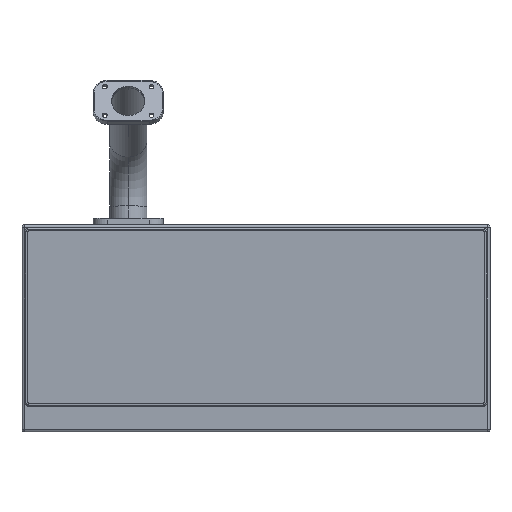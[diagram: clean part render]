
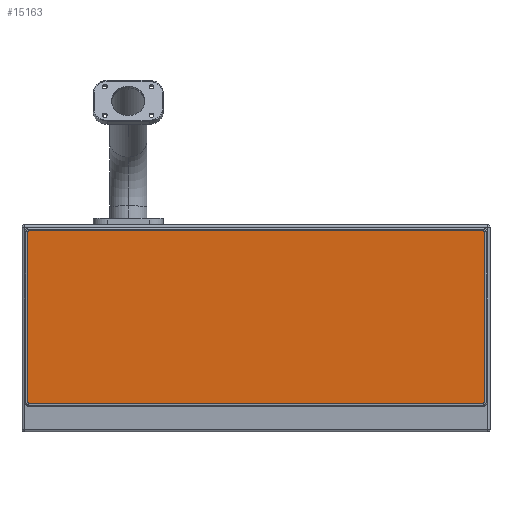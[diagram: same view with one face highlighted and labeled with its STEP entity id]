
A CAD part, top view. The second image highlights one B-rep face of the part: STEP entity #15163.
In plain terms, the highlighted planar face has unit normal (0, -0.052, 0.999).
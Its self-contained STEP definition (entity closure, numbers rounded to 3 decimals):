
#2695=DIRECTION('',(0.,0.999,0.052));
#2696=VECTOR('',#2695,179.73);
#2697=CARTESIAN_POINT('',(245.136,-86.197,-1.513));
#2698=LINE('',#2697,#2696);
#2707=DIRECTION('',(1.,0.,0.));
#2708=VECTOR('',#2707,484.53);
#2709=CARTESIAN_POINT('',(-242.265,-89.063,-1.663));
#2710=LINE('',#2709,#2708);
#2719=DIRECTION('',(0.,-0.999,-0.052));
#2720=VECTOR('',#2719,179.73);
#2721=CARTESIAN_POINT('',(-245.135,93.287,7.893));
#2722=LINE('',#2721,#2720);
#2731=DIRECTION('',(-1.,0.,0.));
#2732=VECTOR('',#2731,484.53);
#2733=CARTESIAN_POINT('',(242.266,96.153,8.043));
#2734=LINE('',#2733,#2732);
#2735=CARTESIAN_POINT('',(-242.265,93.287,7.893));
#2736=DIRECTION('',(0.,0.052,-0.999));
#2737=DIRECTION('',(-1.,0.,0.));
#2738=AXIS2_PLACEMENT_3D('',#2735,#2736,#2737);
#2740=CARTESIAN_POINT('',(242.266,93.287,7.893));
#2741=DIRECTION('',(0.,0.052,-0.999));
#2742=DIRECTION('',(0.,0.999,0.052));
#2743=AXIS2_PLACEMENT_3D('',#2740,#2741,#2742);
#2745=CARTESIAN_POINT('',(242.266,-86.197,-1.513));
#2746=DIRECTION('',(0.,0.052,-0.999));
#2747=DIRECTION('',(1.,0.,0.));
#2748=AXIS2_PLACEMENT_3D('',#2745,#2746,#2747);
#2750=CARTESIAN_POINT('',(-242.265,-86.197,-1.513));
#2751=DIRECTION('',(0.,0.052,-0.999));
#2752=DIRECTION('',(0.,-0.999,-0.052));
#2753=AXIS2_PLACEMENT_3D('',#2750,#2751,#2752);
#8423=CARTESIAN_POINT('',(242.266,96.153,8.043));
#8424=CARTESIAN_POINT('',(245.136,93.287,7.893));
#8425=VERTEX_POINT('',#8423);
#8426=VERTEX_POINT('',#8424);
#8427=CARTESIAN_POINT('',(-245.135,93.287,7.893));
#8428=CARTESIAN_POINT('',(-245.135,-86.197,-1.513));
#8429=VERTEX_POINT('',#8427);
#8430=VERTEX_POINT('',#8428);
#8431=CARTESIAN_POINT('',(-242.265,96.153,8.043));
#8432=VERTEX_POINT('',#8431);
#8433=CARTESIAN_POINT('',(245.136,-86.197,-1.513));
#8434=VERTEX_POINT('',#8433);
#8435=CARTESIAN_POINT('',(242.266,-89.063,-1.663));
#8436=VERTEX_POINT('',#8435);
#8437=CARTESIAN_POINT('',(-242.265,-89.063,-1.663));
#8438=VERTEX_POINT('',#8437);
#15148=CARTESIAN_POINT('',(0.,3.545,
3.19));
#15149=DIRECTION('',(0.,-0.052,0.999));
#15150=DIRECTION('',(1.,0.,0.));
#15151=AXIS2_PLACEMENT_3D('',#15148,#15149,#15150);
#15152=PLANE('',#15151);
#15153=ORIENTED_EDGE('',*,*,#15129,.T.);
#15154=ORIENTED_EDGE('',*,*,#15142,.F.);
#15155=ORIENTED_EDGE('',*,*,#15044,.T.);
#15156=ORIENTED_EDGE('',*,*,#15059,.F.);
#15157=ORIENTED_EDGE('',*,*,#15073,.T.);
#15158=ORIENTED_EDGE('',*,*,#15087,.F.);
#15159=ORIENTED_EDGE('',*,*,#15101,.T.);
#15160=ORIENTED_EDGE('',*,*,#15115,.F.);
#15161=EDGE_LOOP('',(#15153,#15154,#15155,#15156,#15157,#15158,#15159,#15160));
#15162=FACE_OUTER_BOUND('',#15161,.F.);
#15163=ADVANCED_FACE('',(#15162),#15152,.T.);
#2739=CIRCLE('',#2738,2.87);
#2744=CIRCLE('',#2743,2.87);
#2749=CIRCLE('',#2748,2.87);
#2754=CIRCLE('',#2753,2.87);
#15044=EDGE_CURVE('',#8425,#8426,#2744,.T.);
#15059=EDGE_CURVE('',#8434,#8426,#2698,.T.);
#15073=EDGE_CURVE('',#8434,#8436,#2749,.T.);
#15087=EDGE_CURVE('',#8438,#8436,#2710,.T.);
#15101=EDGE_CURVE('',#8438,#8430,#2754,.T.);
#15115=EDGE_CURVE('',#8429,#8430,#2722,.T.);
#15129=EDGE_CURVE('',#8429,#8432,#2739,.T.);
#15142=EDGE_CURVE('',#8425,#8432,#2734,.T.);
